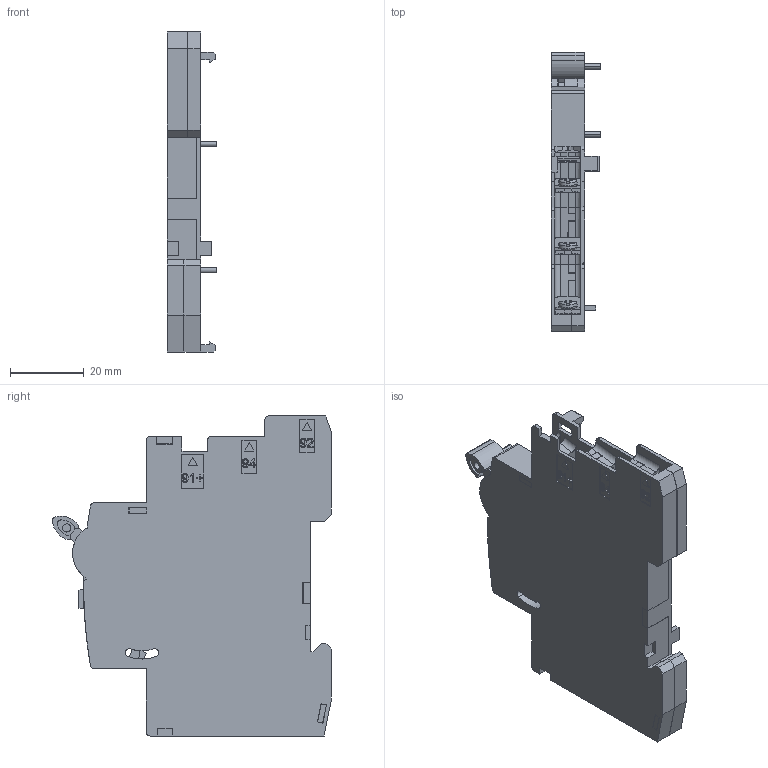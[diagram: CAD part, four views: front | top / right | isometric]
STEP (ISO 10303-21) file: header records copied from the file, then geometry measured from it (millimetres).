
FILE_DESCRIPTION (( 'STEP AP214' ), '1' );
FILE_NAME ('Êîíòàêò ñèãíàëüíûé AV-SD EKF AVERES (av-sd-averes).STEP', '2024-06-17T05:22:23', ( '' ), ( '' ), 'SwSTEP 2.0', 'SolidWorks 2021', '' );
FILE_SCHEMA (( 'AUTOMOTIVE_DESIGN' ));
Length unit declared in the file: millimetre
Products named in the file (1): Êîíòàêò ñèãíàëüíûé AV-SD EKF AVERES (av-sd-averes)
Bounding box: 13.4 x 75.38 x 86.5 mm (x, y, z)
Volume: 38678.1 mm3; surface area: 20414.1 mm2
Topology: 15 solids, 15 shells, 844 faces, 2260 edges, 1486 vertices
Faces by surface type: plane 569, cylinder 145, torus 72, bspline 58
Entity records: 29551 total; most frequent: CARTESIAN_POINT 8400, ORIENTED_EDGE 4520, DIRECTION 4105, EDGE_CURVE 2260, VECTOR 1579, LINE 1579, VERTEX_POINT 1486, AXIS2_PLACEMENT_3D 1263
